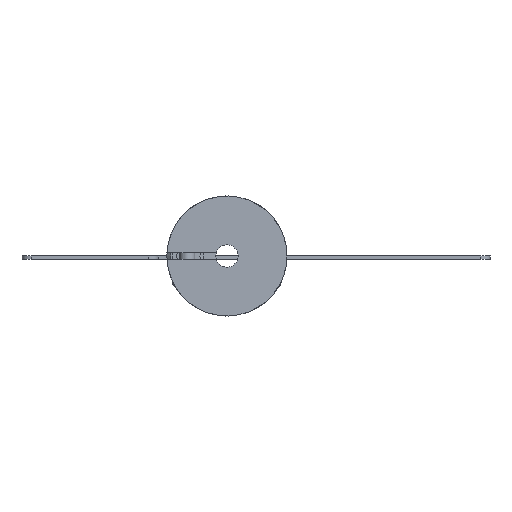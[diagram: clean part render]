
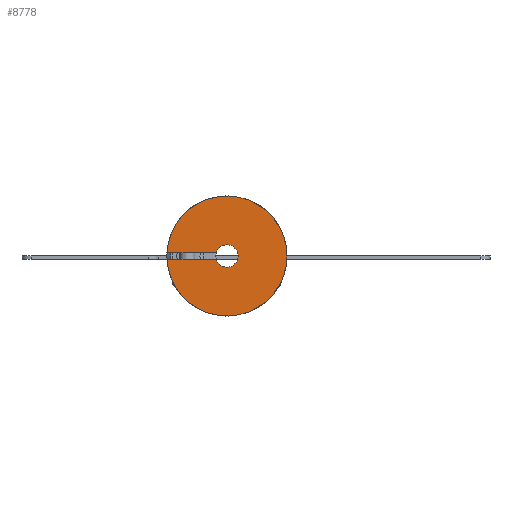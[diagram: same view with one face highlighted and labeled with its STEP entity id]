
A CAD part, front view. The second image highlights one B-rep face of the part: STEP entity #8778.
In plain terms, the highlighted face is planar.
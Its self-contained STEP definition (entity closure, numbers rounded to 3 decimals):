
#7240 = PLANE('',#7241);
#7241 = AXIS2_PLACEMENT_3D('',#7242,#7243,#7244);
#7242 = CARTESIAN_POINT('',(8.771,0.4,0.));
#7243 = DIRECTION('',(0.,1.,0.));
#7244 = DIRECTION('',(0.,0.,1.));
#7442 = PLANE('',#7443);
#7443 = AXIS2_PLACEMENT_3D('',#7444,#7445,#7446);
#7444 = CARTESIAN_POINT('',(8.771,-0.4,0.));
#7445 = DIRECTION('',(0.,-1.,0.));
#7446 = DIRECTION('',(0.,0.,-1.));
#7643 = VERTEX_POINT('',#7644);
#7644 = CARTESIAN_POINT('',(1.446,0.4,0.));
#7651 = CYLINDRICAL_SURFACE('',#7652,1.5);
#7652 = AXIS2_PLACEMENT_3D('',#7653,#7654,#7655);
#7653 = CARTESIAN_POINT('',(0.,0.,0.));
#7654 = DIRECTION('',(0.,0.,1.));
#7655 = DIRECTION('',(1.,0.,0.));
#7692 = EDGE_CURVE('',#7643,#7693,#7695,.T.);
#7693 = VERTEX_POINT('',#7694);
#7694 = CARTESIAN_POINT('',(1.446,-0.4,0.));
#7695 = SURFACE_CURVE('',#7696,(#7701,#7730),.PCURVE_S1.);
#7696 = CIRCLE('',#7697,1.5);
#7697 = AXIS2_PLACEMENT_3D('',#7698,#7699,#7700);
#7698 = CARTESIAN_POINT('',(0.,0.,0.));
#7699 = DIRECTION('',(0.,0.,1.));
#7700 = DIRECTION('',(1.,0.,0.));
#7701 = PCURVE('',#7651,#7702);
#7702 = DEFINITIONAL_REPRESENTATION('',(#7703),#7729);
#7703 = B_SPLINE_CURVE_WITH_KNOTS('',3,(#7704,#7705,#7706,#7707,#7708,
    #7709,#7710,#7711,#7712,#7713,#7714,#7715,#7716,#7717,#7718,#7719,
    #7720,#7721,#7722,#7723,#7724,#7725,#7726,#7727,#7728),
  .UNSPECIFIED.,.F.,.F.,(4,1,1,1,1,1,1,1,1,1,1,1,1,1,1,1,1,1,1,1,1,1,4),
  (0.27,0.531,0.792,1.053,
    1.314,1.575,1.836,2.097,
    2.358,2.619,2.881,3.142,
    3.403,3.664,3.925,4.186,
    4.447,4.708,4.969,5.23,
    5.491,5.752,6.013),
  .QUASI_UNIFORM_KNOTS.);
#7704 = CARTESIAN_POINT('',(0.27,0.));
#7705 = CARTESIAN_POINT('',(0.357,0.));
#7706 = CARTESIAN_POINT('',(0.531,0.));
#7707 = CARTESIAN_POINT('',(0.792,0.));
#7708 = CARTESIAN_POINT('',(1.053,0.));
#7709 = CARTESIAN_POINT('',(1.314,0.));
#7710 = CARTESIAN_POINT('',(1.575,0.));
#7711 = CARTESIAN_POINT('',(1.836,0.));
#7712 = CARTESIAN_POINT('',(2.097,0.));
#7713 = CARTESIAN_POINT('',(2.358,0.));
#7714 = CARTESIAN_POINT('',(2.619,0.));
#7715 = CARTESIAN_POINT('',(2.881,0.));
#7716 = CARTESIAN_POINT('',(3.142,0.));
#7717 = CARTESIAN_POINT('',(3.403,0.));
#7718 = CARTESIAN_POINT('',(3.664,0.));
#7719 = CARTESIAN_POINT('',(3.925,0.));
#7720 = CARTESIAN_POINT('',(4.186,0.));
#7721 = CARTESIAN_POINT('',(4.447,0.));
#7722 = CARTESIAN_POINT('',(4.708,0.));
#7723 = CARTESIAN_POINT('',(4.969,0.));
#7724 = CARTESIAN_POINT('',(5.23,0.));
#7725 = CARTESIAN_POINT('',(5.491,0.));
#7726 = CARTESIAN_POINT('',(5.752,0.));
#7727 = CARTESIAN_POINT('',(5.926,0.));
#7728 = CARTESIAN_POINT('',(6.013,0.));
#7729 = ( GEOMETRIC_REPRESENTATION_CONTEXT(2) 
PARAMETRIC_REPRESENTATION_CONTEXT() REPRESENTATION_CONTEXT('2D SPACE',''
  ) );
#7730 = PCURVE('',#7731,#7736);
#7731 = PLANE('',#7732);
#7732 = AXIS2_PLACEMENT_3D('',#7733,#7734,#7735);
#7733 = CARTESIAN_POINT('',(0.,1.5,0.));
#7734 = DIRECTION('',(0.,0.,-1.));
#7735 = DIRECTION('',(-1.,0.,0.));
#7736 = DEFINITIONAL_REPRESENTATION('',(#7737),#7745);
#7737 = ( BOUNDED_CURVE() B_SPLINE_CURVE(2,(#7738,#7739,#7740,#7741,
#7742,#7743,#7744),.UNSPECIFIED.,.T.,.F.) B_SPLINE_CURVE_WITH_KNOTS((1,2
    ,2,2,2,1),(-2.094,0.,2.094,4.189,
6.283,8.378),.UNSPECIFIED.) CURVE() 
GEOMETRIC_REPRESENTATION_ITEM() RATIONAL_B_SPLINE_CURVE((1.,0.5,1.,0.5,
1.,0.5,1.)) REPRESENTATION_ITEM('') );
#7738 = CARTESIAN_POINT('',(-1.5,-1.5));
#7739 = CARTESIAN_POINT('',(-1.5,1.098));
#7740 = CARTESIAN_POINT('',(0.75,-0.201));
#7741 = CARTESIAN_POINT('',(3.,-1.5));
#7742 = CARTESIAN_POINT('',(0.75,-2.799));
#7743 = CARTESIAN_POINT('',(-1.5,-4.098));
#7744 = CARTESIAN_POINT('',(-1.5,-1.5));
#7745 = ( GEOMETRIC_REPRESENTATION_CONTEXT(2) 
PARAMETRIC_REPRESENTATION_CONTEXT() REPRESENTATION_CONTEXT('2D SPACE',''
  ) );
#8268 = CYLINDRICAL_SURFACE('',#8269,8.);
#8269 = AXIS2_PLACEMENT_3D('',#8270,#8271,#8272);
#8270 = CARTESIAN_POINT('',(0.,0.,0.));
#8271 = DIRECTION('',(0.,0.,1.));
#8272 = DIRECTION('',(1.,0.,0.));
#8778 = ADVANCED_FACE('',(#8779),#7731,.F.);
#8779 = FACE_BOUND('',#8780,.T.);
#8780 = EDGE_LOOP('',(#8781,#8804,#8850,#8871));
#8781 = ORIENTED_EDGE('',*,*,#8782,.T.);
#8782 = EDGE_CURVE('',#7643,#8783,#8785,.T.);
#8783 = VERTEX_POINT('',#8784);
#8784 = CARTESIAN_POINT('',(7.99,0.4,0.));
#8785 = SURFACE_CURVE('',#8786,(#8790,#8797),.PCURVE_S1.);
#8786 = LINE('',#8787,#8788);
#8787 = CARTESIAN_POINT('',(8.771,0.4,0.));
#8788 = VECTOR('',#8789,1.);
#8789 = DIRECTION('',(1.,0.,0.));
#8790 = PCURVE('',#7731,#8791);
#8791 = DEFINITIONAL_REPRESENTATION('',(#8792),#8796);
#8792 = LINE('',#8793,#8794);
#8793 = CARTESIAN_POINT('',(-8.771,-1.1));
#8794 = VECTOR('',#8795,1.);
#8795 = DIRECTION('',(-1.,0.));
#8796 = ( GEOMETRIC_REPRESENTATION_CONTEXT(2) 
PARAMETRIC_REPRESENTATION_CONTEXT() REPRESENTATION_CONTEXT('2D SPACE',''
  ) );
#8797 = PCURVE('',#7240,#8798);
#8798 = DEFINITIONAL_REPRESENTATION('',(#8799),#8803);
#8799 = LINE('',#8800,#8801);
#8800 = CARTESIAN_POINT('',(0.,0.));
#8801 = VECTOR('',#8802,1.);
#8802 = DIRECTION('',(0.,1.));
#8803 = ( GEOMETRIC_REPRESENTATION_CONTEXT(2) 
PARAMETRIC_REPRESENTATION_CONTEXT() REPRESENTATION_CONTEXT('2D SPACE',''
  ) );
#8804 = ORIENTED_EDGE('',*,*,#8805,.F.);
#8805 = EDGE_CURVE('',#8806,#8783,#8808,.T.);
#8806 = VERTEX_POINT('',#8807);
#8807 = CARTESIAN_POINT('',(7.99,-0.4,0.));
#8808 = SURFACE_CURVE('',#8809,(#8814,#8821),.PCURVE_S1.);
#8809 = CIRCLE('',#8810,8.);
#8810 = AXIS2_PLACEMENT_3D('',#8811,#8812,#8813);
#8811 = CARTESIAN_POINT('',(0.,0.,0.));
#8812 = DIRECTION('',(0.,0.,-1.));
#8813 = DIRECTION('',(1.,0.,0.));
#8814 = PCURVE('',#7731,#8815);
#8815 = DEFINITIONAL_REPRESENTATION('',(#8816),#8820);
#8816 = CIRCLE('',#8817,8.);
#8817 = AXIS2_PLACEMENT_2D('',#8818,#8819);
#8818 = CARTESIAN_POINT('',(0.,-1.5));
#8819 = DIRECTION('',(-1.,0.));
#8820 = ( GEOMETRIC_REPRESENTATION_CONTEXT(2) 
PARAMETRIC_REPRESENTATION_CONTEXT() REPRESENTATION_CONTEXT('2D SPACE',''
  ) );
#8821 = PCURVE('',#8268,#8822);
#8822 = DEFINITIONAL_REPRESENTATION('',(#8823),#8849);
#8823 = B_SPLINE_CURVE_WITH_KNOTS('',3,(#8824,#8825,#8826,#8827,#8828,
    #8829,#8830,#8831,#8832,#8833,#8834,#8835,#8836,#8837,#8838,#8839,
    #8840,#8841,#8842,#8843,#8844,#8845,#8846,#8847,#8848),
  .UNSPECIFIED.,.F.,.F.,(4,1,1,1,1,1,1,1,1,1,1,1,1,1,1,1,1,1,1,1,1,1,4),
  (0.05,0.331,0.612,0.893,
    1.174,1.455,1.736,2.017,
    2.298,2.579,2.861,3.142,
    3.423,3.704,3.985,4.266,
    4.547,4.828,5.109,5.39,
    5.671,5.952,6.233),
  .QUASI_UNIFORM_KNOTS.);
#8824 = CARTESIAN_POINT('',(6.233,0.));
#8825 = CARTESIAN_POINT('',(6.139,0.));
#8826 = CARTESIAN_POINT('',(5.952,0.));
#8827 = CARTESIAN_POINT('',(5.671,0.));
#8828 = CARTESIAN_POINT('',(5.39,0.));
#8829 = CARTESIAN_POINT('',(5.109,0.));
#8830 = CARTESIAN_POINT('',(4.828,0.));
#8831 = CARTESIAN_POINT('',(4.547,0.));
#8832 = CARTESIAN_POINT('',(4.266,0.));
#8833 = CARTESIAN_POINT('',(3.985,0.));
#8834 = CARTESIAN_POINT('',(3.704,0.));
#8835 = CARTESIAN_POINT('',(3.423,0.));
#8836 = CARTESIAN_POINT('',(3.142,0.));
#8837 = CARTESIAN_POINT('',(2.861,0.));
#8838 = CARTESIAN_POINT('',(2.579,0.));
#8839 = CARTESIAN_POINT('',(2.298,0.));
#8840 = CARTESIAN_POINT('',(2.017,0.));
#8841 = CARTESIAN_POINT('',(1.736,0.));
#8842 = CARTESIAN_POINT('',(1.455,0.));
#8843 = CARTESIAN_POINT('',(1.174,0.));
#8844 = CARTESIAN_POINT('',(0.893,0.));
#8845 = CARTESIAN_POINT('',(0.612,0.));
#8846 = CARTESIAN_POINT('',(0.331,0.));
#8847 = CARTESIAN_POINT('',(0.144,0.));
#8848 = CARTESIAN_POINT('',(0.05,0.));
#8849 = ( GEOMETRIC_REPRESENTATION_CONTEXT(2) 
PARAMETRIC_REPRESENTATION_CONTEXT() REPRESENTATION_CONTEXT('2D SPACE',''
  ) );
#8850 = ORIENTED_EDGE('',*,*,#8851,.T.);
#8851 = EDGE_CURVE('',#8806,#7693,#8852,.T.);
#8852 = SURFACE_CURVE('',#8853,(#8857,#8864),.PCURVE_S1.);
#8853 = LINE('',#8854,#8855);
#8854 = CARTESIAN_POINT('',(8.771,-0.4,0.));
#8855 = VECTOR('',#8856,1.);
#8856 = DIRECTION('',(-1.,0.,0.));
#8857 = PCURVE('',#7731,#8858);
#8858 = DEFINITIONAL_REPRESENTATION('',(#8859),#8863);
#8859 = LINE('',#8860,#8861);
#8860 = CARTESIAN_POINT('',(-8.771,-1.9));
#8861 = VECTOR('',#8862,1.);
#8862 = DIRECTION('',(1.,0.));
#8863 = ( GEOMETRIC_REPRESENTATION_CONTEXT(2) 
PARAMETRIC_REPRESENTATION_CONTEXT() REPRESENTATION_CONTEXT('2D SPACE',''
  ) );
#8864 = PCURVE('',#7442,#8865);
#8865 = DEFINITIONAL_REPRESENTATION('',(#8866),#8870);
#8866 = LINE('',#8867,#8868);
#8867 = CARTESIAN_POINT('',(0.,0.));
#8868 = VECTOR('',#8869,1.);
#8869 = DIRECTION('',(0.,-1.));
#8870 = ( GEOMETRIC_REPRESENTATION_CONTEXT(2) 
PARAMETRIC_REPRESENTATION_CONTEXT() REPRESENTATION_CONTEXT('2D SPACE',''
  ) );
#8871 = ORIENTED_EDGE('',*,*,#7692,.F.);
